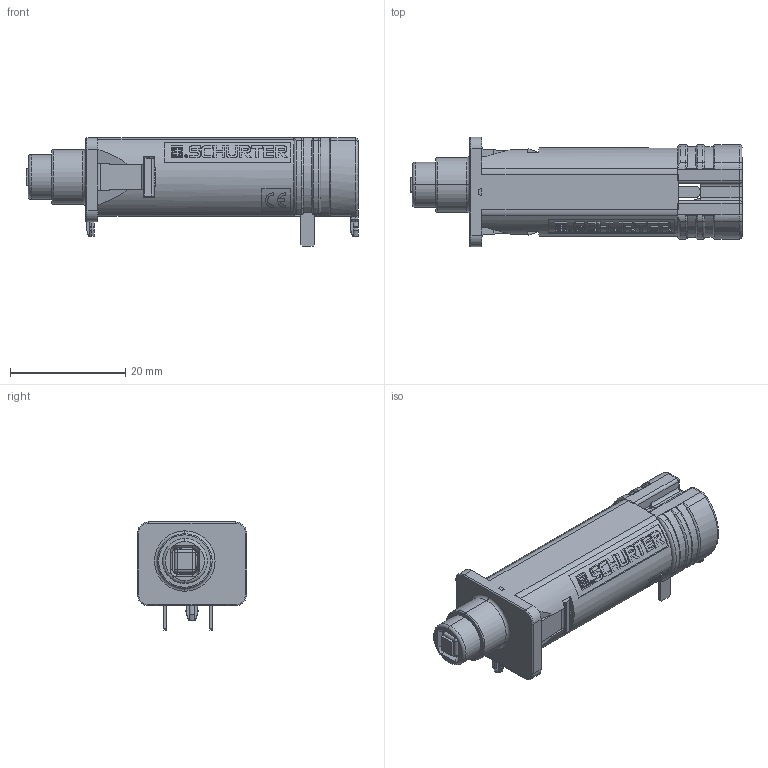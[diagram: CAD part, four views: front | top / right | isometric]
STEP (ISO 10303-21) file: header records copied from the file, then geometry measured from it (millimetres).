
FILE_DESCRIPTION(('FreeCAD Model'),'2;1');
FILE_NAME('T9-818_sp.step','2019-02-25T15:01:31',( 'kicad StepUp'),('ksu MCAD'),'Open CASCADE STEP processor 7.3', 'FreeCAD','Unknown');
FILE_SCHEMA(('AUTOMOTIVE_DESIGN { 1 0 10303 214 1 1 1 1 }'));
Length unit declared in the file: millimetre
Products named in the file (1): T9-818_sp
Bounding box: 57.7 x 19 x 18.8 mm (x, y, z)
Volume: 5628 mm3; surface area: 9752.8 mm2
Topology: 1 solids, 1 shells, 1359 faces, 3923 edges, 2495 vertices
Faces by surface type: plane 868, cylinder 387, torus 56, sphere 16, bspline 16, cone 14, revolution 2
Entity records: 54975 total; most frequent: CARTESIAN_POINT 9831, ORIENTED_EDGE 7816, DIRECTION 7179, EDGE_CURVE 3907, LINE 2645, VECTOR 2645, VERTEX_POINT 2495, AXIS2_PLACEMENT_3D 2266
